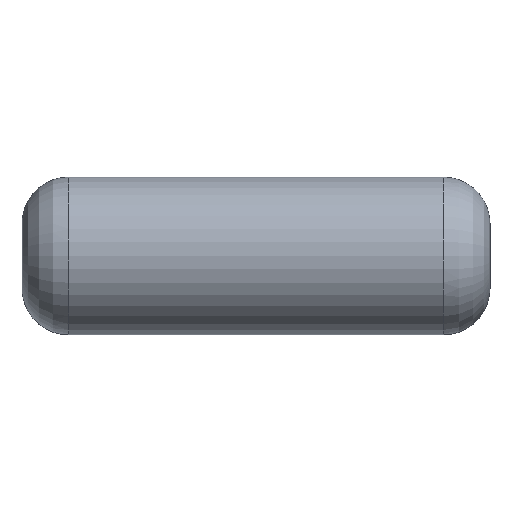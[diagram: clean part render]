
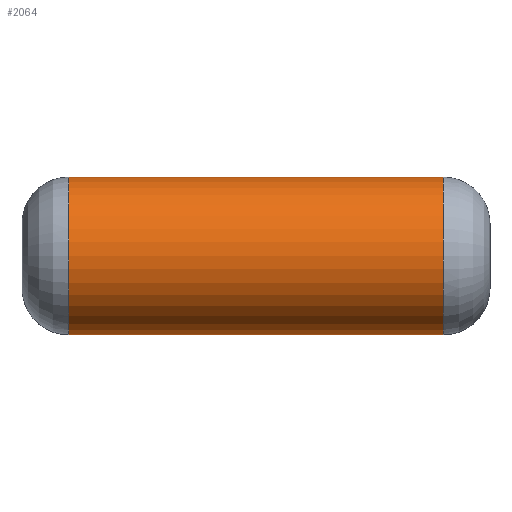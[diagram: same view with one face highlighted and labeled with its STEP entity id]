
A CAD part, top view. The second image highlights one B-rep face of the part: STEP entity #2064.
In plain terms, the highlighted cylindrical face has radius 3 mm (diameter 6 mm), a partial arc.
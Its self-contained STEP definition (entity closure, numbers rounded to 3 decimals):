
#1421=CARTESIAN_POINT('',(7.12,3.0,13.0));
#1422=VERTEX_POINT('',#1421);
#1461=CARTESIAN_POINT('',(-7.12,3.0,13.0));
#1462=VERTEX_POINT('',#1461);
#1469=CARTESIAN_POINT('',(-0.0,3.0,13.0));
#1470=DIRECTION('',(-1.0,0.0,0.0));
#1471=VECTOR('',#1470,1.0);
#1472=LINE('',#1469,#1471);
#1473=EDGE_CURVE('n� 274',#1422,#1462,#1472,.T.);
#1830=CARTESIAN_POINT('',(7.12,-3.0,13.0));
#1831=VERTEX_POINT('',#1830);
#1842=CARTESIAN_POINT('',(7.12,-0.0,13.0));
#1843=DIRECTION('',(-1.0,-0.0,-0.0));
#1844=DIRECTION('',(0.0,1.0,0.0));
#1845=AXIS2_PLACEMENT_3D('',#1842,#1843,#1844);
#1846=CIRCLE('',#1845,3.0);
#1847=EDGE_CURVE('n� 72',#1831,#1422,#1846,.T.);
#1931=CARTESIAN_POINT('',(-7.12,-3.0,13.0));
#1932=VERTEX_POINT('',#1931);
#1942=CARTESIAN_POINT('',(-7.12,-0.0,13.0));
#1943=DIRECTION('',(1.0,0.0,0.0));
#1944=DIRECTION('',(0.0,1.0,0.0));
#1945=AXIS2_PLACEMENT_3D('',#1942,#1943,#1944);
#1946=CIRCLE('',#1945,3.0);
#1947=EDGE_CURVE('n� 70',#1462,#1932,#1946,.T.);
#2048=ORIENTED_EDGE('',*,*,#1847,.T.);
#2049=ORIENTED_EDGE('',*,*,#1473,.T.);
#2050=ORIENTED_EDGE('',*,*,#1947,.T.);
#2051=CARTESIAN_POINT('',(0.0,-3.0,13.0));
#2052=DIRECTION('',(-1.0,0.0,0.0));
#2053=VECTOR('',#2052,1.0);
#2054=LINE('',#2051,#2053);
#2055=EDGE_CURVE('n� 18',#1831,#1932,#2054,.T.);
#2056=ORIENTED_EDGE('',*,*,#2055,.F.);
#2057=EDGE_LOOP('',(#2048,#2049,#2050,#2056));
#2058=FACE_OUTER_BOUND('',#2057,.T.);
#2059=CARTESIAN_POINT('',(0.0,-0.0,13.0));
#2060=DIRECTION('',(1.0,0.0,0.0));
#2061=DIRECTION('',(0.0,1.0,0.0));
#2062=AXIS2_PLACEMENT_3D('',#2059,#2060,#2061);
#2063=CYLINDRICAL_SURFACE('',#2062,3.0);
#2064=ADVANCED_FACE('n� 67',(#2058),#2063,.T.);
